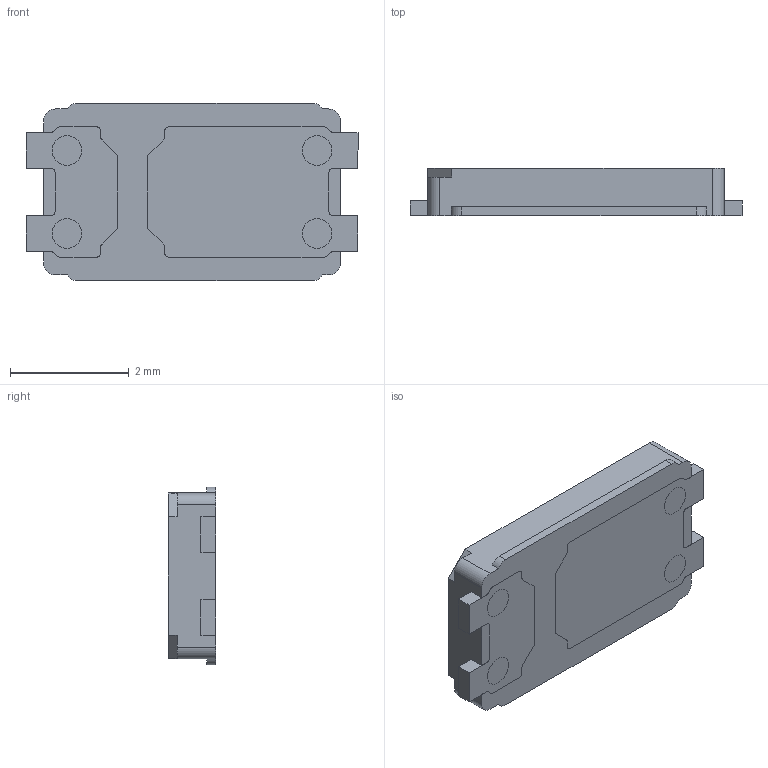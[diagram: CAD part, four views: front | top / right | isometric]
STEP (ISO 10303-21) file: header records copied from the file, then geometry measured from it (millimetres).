
FILE_DESCRIPTION (( 'STEP AP214' ), '1' );
FILE_NAME ('SPMWHT541MP5WATMS4.STEP', '2021-04-10T18:02:58', ( '' ), ( '' ), 'SwSTEP 2.0', 'SolidWorks 2017', '' );
FILE_SCHEMA (( 'AUTOMOTIVE_DESIGN' ));
Length unit declared in the file: millimetre
Products named in the file (1): SPMWHT541MP5WATMS4
Bounding box: 5.6 x 0.8 x 3 mm (x, y, z)
Volume: 11.5 mm3; surface area: 95.2 mm2
Topology: 4 solids, 4 shells, 169 faces, 468 edges, 312 vertices
Faces by surface type: plane 97, cylinder 72
Entity records: 5503 total; most frequent: DIRECTION 952, CARTESIAN_POINT 950, ORIENTED_EDGE 936, EDGE_CURVE 468, LINE 324, VECTOR 324, AXIS2_PLACEMENT_3D 314, VERTEX_POINT 312
